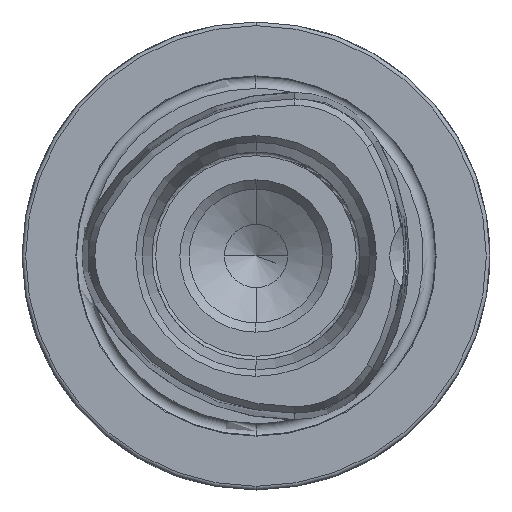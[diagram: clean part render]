
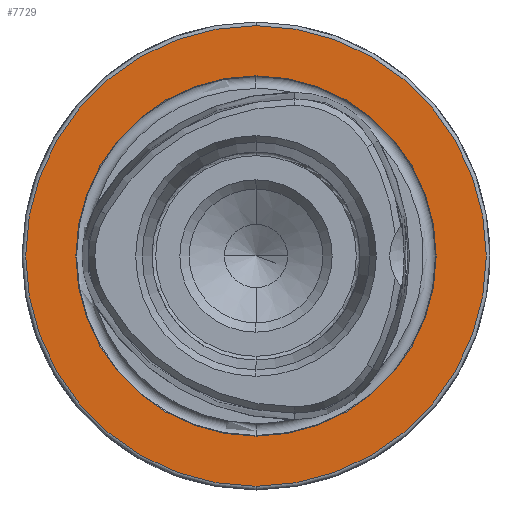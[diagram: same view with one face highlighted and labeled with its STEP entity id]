
A CAD part, left-side view. The second image highlights one B-rep face of the part: STEP entity #7729.
In plain terms, the highlighted planar face has unit normal (-1, 0, 0).
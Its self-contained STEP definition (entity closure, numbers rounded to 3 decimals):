
#1346 = EDGE_CURVE ( 'NONE', #7132, #7130, #12395, .T. ) ;
#1350 = EDGE_CURVE ( 'NONE', #7060, #1949, #12410, .T. ) ;
#1888 = FACE_BOUND ( 'NONE', #9136, .T. ) ;
#1949 = VERTEX_POINT ( 'NONE', #3368 ) ;
#3368 = CARTESIAN_POINT ( 'NONE',  ( 0., 0., -31. ) ) ;
#3692 = CARTESIAN_POINT ( 'NONE',  ( 0., 0., 31. ) ) ;
#3966 = CIRCLE ( 'NONE', #10626, 31. ) ;
#3967 = CIRCLE ( 'NONE', #10627, 24.25 ) ;
#4659 = CARTESIAN_POINT ( 'NONE',  ( 0., 0., -24.25 ) ) ;
#4756 = CARTESIAN_POINT ( 'NONE',  ( 0., 0., 24.25 ) ) ;
#5039 = DIRECTION ( 'NONE',  ( -1., 0., 0. ) ) ;
#5628 = DIRECTION ( 'NONE',  ( 0., 0., 1. ) ) ;
#5652 = DIRECTION ( 'NONE',  ( 0., 0., 1. ) ) ;
#5721 = CARTESIAN_POINT ( 'NONE',  ( 0., 0., 0. ) ) ;
#5754 = CARTESIAN_POINT ( 'NONE',  ( 0., 0., 0. ) ) ;
#5769 = DIRECTION ( 'NONE',  ( -1., 0., 0. ) ) ;
#6412 = FACE_OUTER_BOUND ( 'NONE', #9320, .T. ) ;
#7060 = VERTEX_POINT ( 'NONE', #3692 ) ;
#7130 = VERTEX_POINT ( 'NONE', #4756 ) ;
#7132 = VERTEX_POINT ( 'NONE', #4659 ) ;
#7729 = ADVANCED_FACE ( 'NONE', ( #1888, #6412 ), #8904, .F. ) ;
#8103 = AXIS2_PLACEMENT_3D ( 'NONE', #5754, #5769, #5628 ) ;
#8106 = AXIS2_PLACEMENT_3D ( 'NONE', #5721, #5039, #5652 ) ;
#8479 = ORIENTED_EDGE ( 'NONE', *, *, #10328, .F. ) ;
#8480 = ORIENTED_EDGE ( 'NONE', *, *, #1346, .F. ) ;
#8481 = ORIENTED_EDGE ( 'NONE', *, *, #1350, .T. ) ;
#8482 = ORIENTED_EDGE ( 'NONE', *, *, #10327, .T. ) ;
#8723 = CARTESIAN_POINT ( 'NONE',  ( 0., 24.25, 0. ) ) ;
#8904 = PLANE ( 'NONE',  #11363 ) ;
#8912 = DIRECTION ( 'NONE',  ( 0., 0., -1. ) ) ;
#8919 = DIRECTION ( 'NONE',  ( 1., 0., 0. ) ) ;
#9136 = EDGE_LOOP ( 'NONE', ( #8479, #8480 ) ) ;
#9320 = EDGE_LOOP ( 'NONE', ( #8481, #8482 ) ) ;
#9796 = CARTESIAN_POINT ( 'NONE',  ( 0., 0., 0. ) ) ;
#9841 = DIRECTION ( 'NONE',  ( 0., 0., 1. ) ) ;
#9863 = DIRECTION ( 'NONE',  ( -1., 0., 0. ) ) ;
#9865 = DIRECTION ( 'NONE',  ( 0., 0., 1. ) ) ;
#9959 = DIRECTION ( 'NONE',  ( -1., 0., 0. ) ) ;
#10165 = CARTESIAN_POINT ( 'NONE',  ( 0., 0., 0. ) ) ;
#10327 = EDGE_CURVE ( 'NONE', #1949, #7060, #3966, .T. ) ;
#10328 = EDGE_CURVE ( 'NONE', #7130, #7132, #3967, .T. ) ;
#10626 = AXIS2_PLACEMENT_3D ( 'NONE', #9796, #9959, #9841 ) ;
#10627 = AXIS2_PLACEMENT_3D ( 'NONE', #10165, #9863, #9865 ) ;
#11363 = AXIS2_PLACEMENT_3D ( 'NONE', #8723, #8919, #8912 ) ;
#12395 = CIRCLE ( 'NONE', #8103, 24.25 ) ;
#12410 = CIRCLE ( 'NONE', #8106, 31. ) ;
